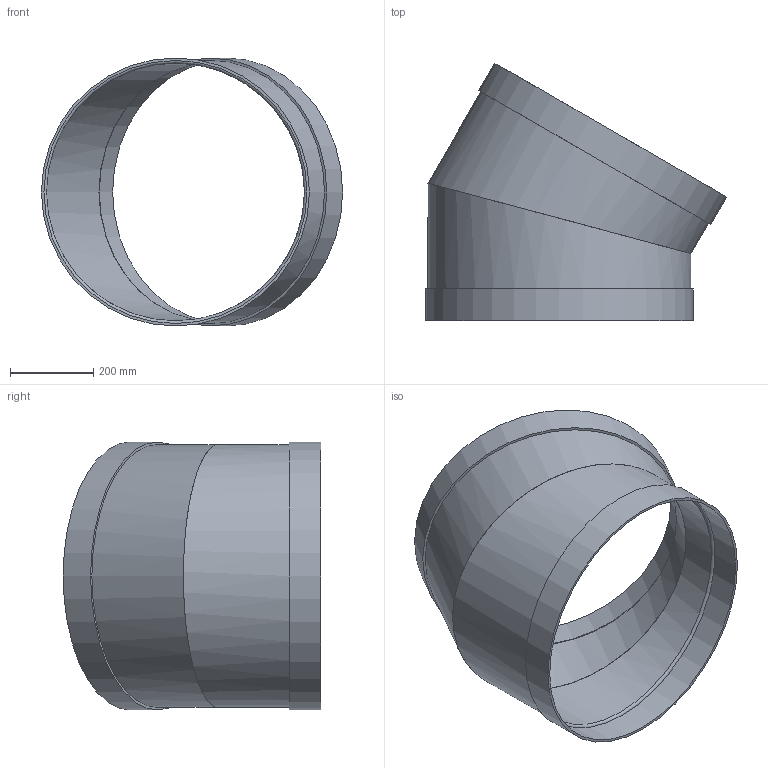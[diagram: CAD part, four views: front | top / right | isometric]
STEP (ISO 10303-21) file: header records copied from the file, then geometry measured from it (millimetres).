
FILE_DESCRIPTION( ( 'STEP AP214' ), '1' );
FILE_NAME( '3100722H.stp', '2021-12-08T13:40:10', ( 'License CC BY-ND 4.0' ), ( 'CADENAS' ), ' ', 'PARTsolutions', ' ' );
FILE_SCHEMA( ( 'AUTOMOTIVE_DESIGN { 1 0 10303 214 1 1 1 1 }' ) );
Length unit declared in the file: millimetre
Products named in the file (3): 3100722H; _3100722H-P2; _3100722H-P3
Assembly tree (2 placements, depth 2):
  3100722H
    _3100722H-P2
    _3100722H-P3
Bounding box: 721.4 x 617.32 x 642 mm (x, y, z)
Volume: 5904264.6 mm3; surface area: 2016504.8 mm2
Topology: 2 solids, 2 shells, 16 faces, 29 edges, 19 vertices
Faces by surface type: cylinder 8, plane 6, torus 2
Full cylindrical faces by diameter (mm): 618 x2, 630 x4, 642 x2
Entity records: 514 total; most frequent: DIRECTION 70, CARTESIAN_POINT 51, AXIS2_PLACEMENT_3D 35, EDGE_LOOP 32, ORIENTED_EDGE 32, FACE_OUTER_BOUND 26, STYLED_ITEM 16, PRESENTATION_STYLE_ASSIGNMENT 16
